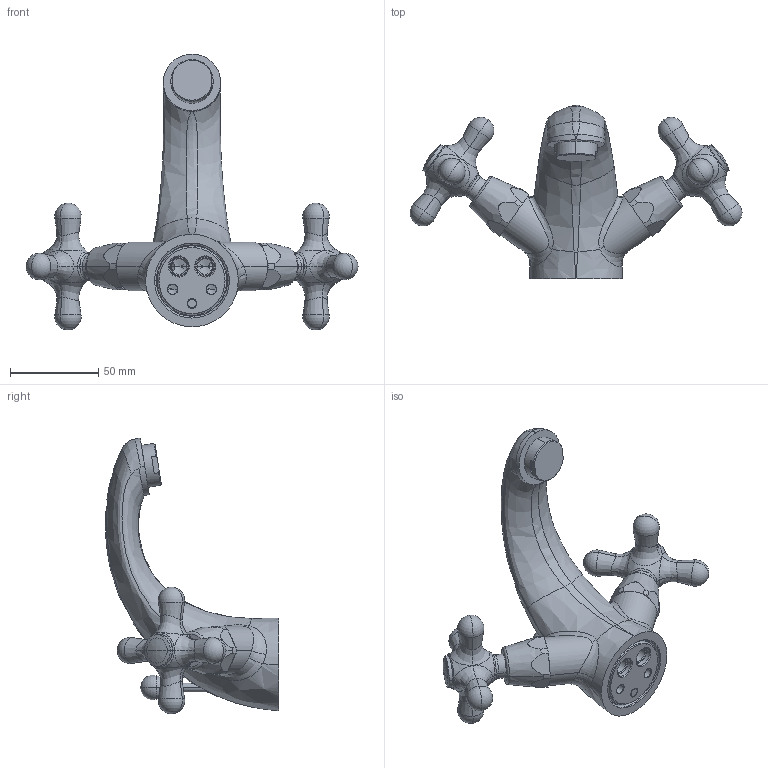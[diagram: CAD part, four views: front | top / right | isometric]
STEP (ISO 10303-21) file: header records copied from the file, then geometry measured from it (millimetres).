
FILE_DESCRIPTION((''),'2;1');
FILE_NAME('IRV075CR','2021-11-10T17:09:59',('ut3'),('PAFFONI SpA'),'CREO PARAMETRIC BY PTC INC, 2020044','CREO PARAMETRIC BY PTC INC, 2020044','');
FILE_SCHEMA(('CONFIG_CONTROL_DESIGN','SHAPE_APPEARANCE_LAYERS_GROUPS'));
Length unit declared in the file: millimetre
Products named in the file (1): IRV075CR
Bounding box: 188.43 x 98.34 x 156.55 mm (x, y, z)
Volume: 254858.2 mm3; surface area: 49352.1 mm2
Topology: 3 solids, 3 shells, 295 faces, 701 edges, 394 vertices
Faces by surface type: bspline 67, cylinder 64, plane 62, cone 60, torus 24, sphere 18
Entity records: 17455 total; most frequent: CARTESIAN_POINT 9066, ORIENTED_EDGE 1330, DIRECTION 1269, EDGE_CURVE 665, AXIS2_PLACEMENT_3D 544, VERTEX_POINT 394, EDGE_LOOP 317, CIRCLE 316
